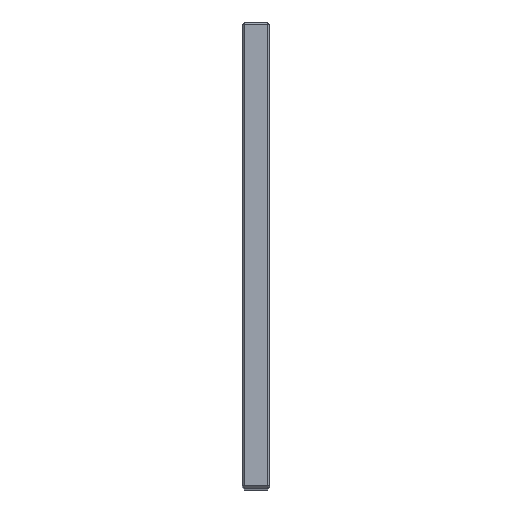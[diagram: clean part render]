
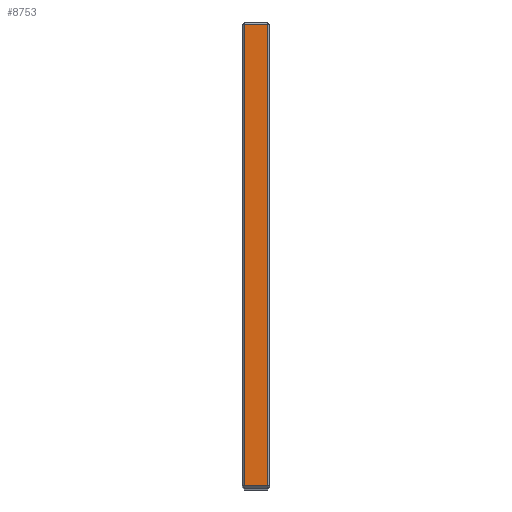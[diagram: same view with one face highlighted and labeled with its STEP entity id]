
A CAD part, top view. The second image highlights one B-rep face of the part: STEP entity #8753.
In plain terms, the highlighted planar face has unit normal (0, 0, 1).
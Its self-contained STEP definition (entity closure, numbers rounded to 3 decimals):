
#1497=FACE_OUTER_BOUND('',#2609,.T.);
#2609=EDGE_LOOP('',(#6505,#6506,#6507,#6508));
#3364=LINE('',#14399,#3778);
#3367=LINE('',#14403,#3781);
#3383=LINE('',#14430,#3797);
#3386=LINE('',#14434,#3800);
#3778=VECTOR('',#11016,10.);
#3781=VECTOR('',#11021,10.);
#3797=VECTOR('',#11053,10.);
#3800=VECTOR('',#11058,10.);
#4169=VERTEX_POINT('',#14347);
#4177=VERTEX_POINT('',#14364);
#4178=VERTEX_POINT('',#14368);
#4189=VERTEX_POINT('',#14395);
#4944=EDGE_CURVE('',#4178,#4189,#3364,.T.);
#4947=EDGE_CURVE('',#4189,#4177,#3367,.T.);
#4963=EDGE_CURVE('',#4169,#4178,#3383,.T.);
#4966=EDGE_CURVE('',#4177,#4169,#3386,.T.);
#6505=ORIENTED_EDGE('',*,*,#4944,.F.);
#6506=ORIENTED_EDGE('',*,*,#4963,.F.);
#6507=ORIENTED_EDGE('',*,*,#4966,.F.);
#6508=ORIENTED_EDGE('',*,*,#4947,.F.);
#8369=PLANE('',#9879);
#8753=ADVANCED_FACE('',(#1497),#8369,.T.);
#9879=AXIS2_PLACEMENT_3D('',#15164,#11791,#11792);
#11016=DIRECTION('',(0.,1.,0.));
#11021=DIRECTION('',(1.,0.,0.));
#11053=DIRECTION('',(-1.,0.,0.));
#11058=DIRECTION('',(0.,-1.,0.));
#11791=DIRECTION('center_axis',(0.,0.,1.));
#11792=DIRECTION('ref_axis',(0.,-1.,0.));
#14347=CARTESIAN_POINT('',(16.5,1.5,0.));
#14364=CARTESIAN_POINT('',(16.5,298.5,0.));
#14368=CARTESIAN_POINT('',(1.5,1.5,0.));
#14395=CARTESIAN_POINT('',(1.5,298.5,0.));
#14399=CARTESIAN_POINT('',(1.5,225.,0.));
#14403=CARTESIAN_POINT('',(0.,298.5,0.));
#14430=CARTESIAN_POINT('',(0.,1.5,0.));
#14434=CARTESIAN_POINT('',(16.5,225.,0.));
#15164=CARTESIAN_POINT('Origin',(0.,300.,0.));
